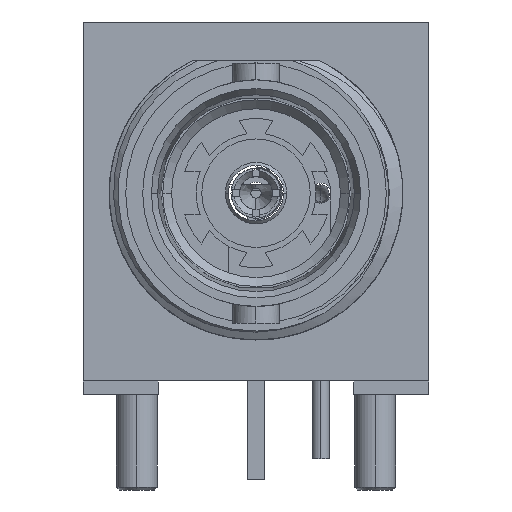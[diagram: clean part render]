
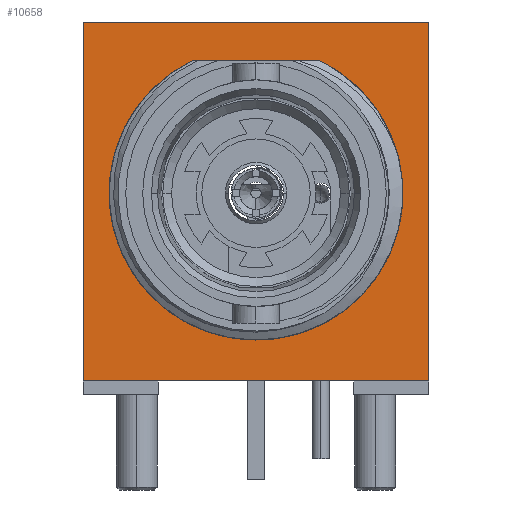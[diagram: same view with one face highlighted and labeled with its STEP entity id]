
A CAD part, left-side view. The second image highlights one B-rep face of the part: STEP entity #10658.
In plain terms, the highlighted planar face has unit normal (-1, 0, 0).
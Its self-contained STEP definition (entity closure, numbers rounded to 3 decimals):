
#789=CARTESIAN_POINT('',(5.059,0.,0.));
#790=DIRECTION('',(1.,0.,0.));
#791=DIRECTION('',(0.,-0.431,0.902));
#792=AXIS2_PLACEMENT_3D('',#789,#790,#791);
#2220=DIRECTION('',(0.,1.,0.));
#2221=VECTOR('',#2220,14.73);
#2222=CARTESIAN_POINT('',(5.059,-7.365,-8.));
#2223=LINE('',#2222,#2221);
#2224=DIRECTION('',(0.,0.,1.));
#2225=VECTOR('',#2224,15.29);
#2226=CARTESIAN_POINT('',(5.059,7.365,-8.));
#2227=LINE('',#2226,#2225);
#2228=DIRECTION('',(0.,-1.,0.));
#2229=VECTOR('',#2228,14.73);
#2230=CARTESIAN_POINT('',(5.059,7.365,7.29));
#2231=LINE('',#2230,#2229);
#2232=DIRECTION('',(0.,0.,-1.));
#2233=VECTOR('',#2232,15.29);
#2234=CARTESIAN_POINT('',(5.059,-7.365,7.29));
#2235=LINE('',#2234,#2233);
#2236=DIRECTION('',(0.,-1.,0.));
#2237=VECTOR('',#2236,5.389);
#2238=CARTESIAN_POINT('',(5.059,2.694,5.645));
#2239=LINE('',#2238,#2237);
#3074=CARTESIAN_POINT('',(5.059,-7.365,-8.));
#3075=CARTESIAN_POINT('',(5.059,7.365,-8.));
#3076=VERTEX_POINT('',#3074);
#3077=VERTEX_POINT('',#3075);
#3078=CARTESIAN_POINT('',(5.059,7.365,7.29));
#3079=VERTEX_POINT('',#3078);
#3080=CARTESIAN_POINT('',(5.059,-7.365,7.29));
#3081=VERTEX_POINT('',#3080);
#3320=CARTESIAN_POINT('',(5.059,-2.694,5.645));
#3322=VERTEX_POINT('',#3320);
#3353=CARTESIAN_POINT('',(5.059,2.694,5.645));
#3355=VERTEX_POINT('',#3353);
#10639=CARTESIAN_POINT('',(5.059,0.,0.));
#10640=DIRECTION('',(1.,0.,0.));
#10641=DIRECTION('',(0.,0.,1.));
#10642=AXIS2_PLACEMENT_3D('',#10639,#10640,#10641);
#10643=PLANE('',#10642);
#10645=ORIENTED_EDGE('',*,*,#10644,.T.);
#10647=ORIENTED_EDGE('',*,*,#10646,.T.);
#10649=ORIENTED_EDGE('',*,*,#10648,.T.);
#10651=ORIENTED_EDGE('',*,*,#10650,.T.);
#10652=EDGE_LOOP('',(#10645,#10647,#10649,#10651));
#10653=FACE_OUTER_BOUND('',#10652,.F.);
#10654=ORIENTED_EDGE('',*,*,#3887,.F.);
#10655=ORIENTED_EDGE('',*,*,#3572,.F.);
#10656=EDGE_LOOP('',(#10654,#10655));
#10657=FACE_BOUND('',#10656,.F.);
#793=CIRCLE('',#792,6.255);
#3572=EDGE_CURVE('',#3355,#3322,#2239,.T.);
#3887=EDGE_CURVE('',#3322,#3355,#793,.T.);
#10644=EDGE_CURVE('',#3076,#3077,#2223,.T.);
#10646=EDGE_CURVE('',#3077,#3079,#2227,.T.);
#10648=EDGE_CURVE('',#3079,#3081,#2231,.T.);
#10650=EDGE_CURVE('',#3081,#3076,#2235,.T.);
#10658=ADVANCED_FACE('',(#10653,#10657),#10643,.F.);
